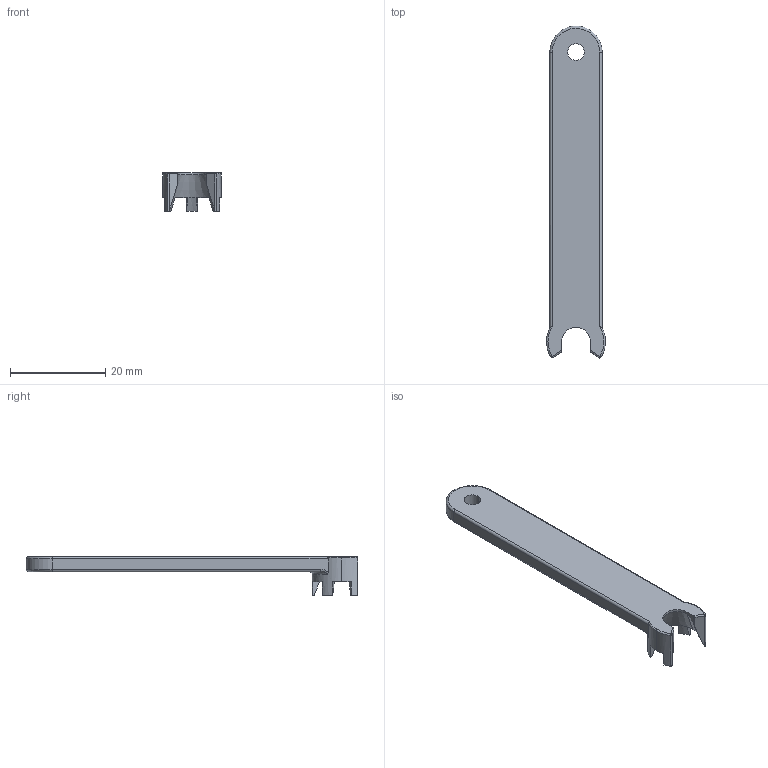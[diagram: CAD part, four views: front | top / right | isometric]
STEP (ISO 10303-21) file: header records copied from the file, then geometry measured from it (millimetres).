
FILE_DESCRIPTION (( 'STEP AP203' ), '1' );
FILE_NAME ('SPANNER E08M.STEP', '2019-04-08T05:21:36', ( '' ), ( '' ), 'SwSTEP 2.0', 'SolidWorks 2014', '' );
FILE_SCHEMA (( 'CONFIG_CONTROL_DESIGN' ));
Length unit declared in the file: millimetre
Products named in the file (1): SPANNER E08M
Bounding box: 12.4 x 69.88 x 8.2 mm (x, y, z)
Volume: 2366.6 mm3; surface area: 2088.6 mm2
Topology: 1 solids, 1 shells, 60 faces, 153 edges, 93 vertices
Faces by surface type: plane 25, cylinder 17, bspline 10, cone 8
Entity records: 2299 total; most frequent: CARTESIAN_POINT 842, ORIENTED_EDGE 302, DIRECTION 280, EDGE_CURVE 151, AXIS2_PLACEMENT_3D 105, VERTEX_POINT 93, VECTOR 70, LINE 70
